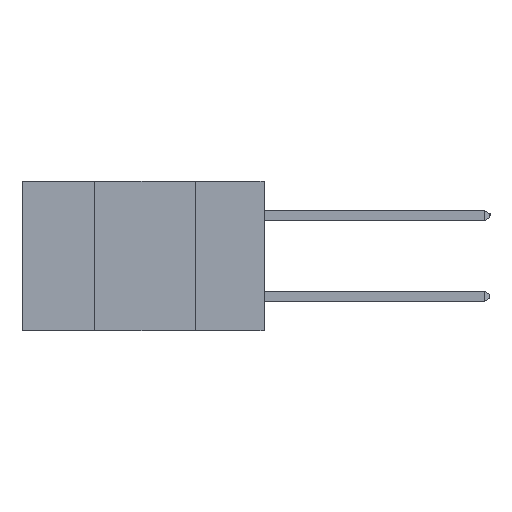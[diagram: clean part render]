
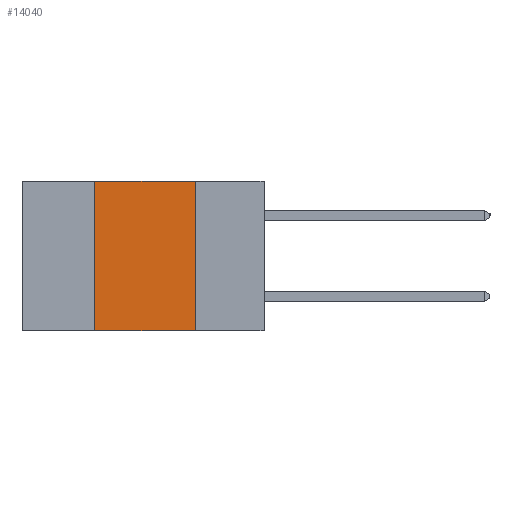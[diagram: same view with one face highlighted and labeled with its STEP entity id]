
A CAD part, left-side view. The second image highlights one B-rep face of the part: STEP entity #14040.
In plain terms, the highlighted planar face has unit normal (-1, 0, 0).
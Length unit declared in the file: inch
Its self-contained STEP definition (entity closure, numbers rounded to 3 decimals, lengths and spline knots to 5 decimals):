
#866 = CARTESIAN_POINT ( 'NONE',  ( 0., 0.42, -0.37 ) ) ;
#1048 = EDGE_CURVE ( 'NONE', #9509, #6802, #15534, .T. ) ;
#1483 = VECTOR ( 'NONE', #7568, 39.37008 ) ;
#1627 = VECTOR ( 'NONE', #2870, 39.37008 ) ;
#2399 = CARTESIAN_POINT ( 'NONE',  ( 0., 0.17, -0.37 ) ) ;
#2870 = DIRECTION ( 'NONE',  ( 0., -1., 0. ) ) ;
#4388 = LINE ( 'NONE', #16514, #1627 ) ;
#5729 = DIRECTION ( 'NONE',  ( 1., 0., 0. ) ) ;
#5776 = ORIENTED_EDGE ( 'NONE', *, *, #1048, .T. ) ;
#6173 = CARTESIAN_POINT ( 'NONE',  ( 0., 0.42, -0.37 ) ) ;
#6802 = VERTEX_POINT ( 'NONE', #14391 ) ;
#7568 = DIRECTION ( 'NONE',  ( 0., 0., 1. ) ) ;
#7712 = EDGE_CURVE ( 'NONE', #13057, #6802, #9766, .T. ) ;
#9509 = VERTEX_POINT ( 'NONE', #866 ) ;
#9568 = DIRECTION ( 'NONE',  ( 0., -1., 0. ) ) ;
#9766 = LINE ( 'NONE', #2399, #12853 ) ;
#10015 = VERTEX_POINT ( 'NONE', #11701 ) ;
#10495 = CARTESIAN_POINT ( 'NONE',  ( 0., 0.6, 0. ) ) ;
#11234 = AXIS2_PLACEMENT_3D ( 'NONE', #10495, #5729, #16549 ) ;
#11701 = CARTESIAN_POINT ( 'NONE',  ( 0., 0.42, 0. ) ) ;
#12274 = EDGE_CURVE ( 'NONE', #9509, #10015, #15019, .T. ) ;
#12753 = CARTESIAN_POINT ( 'NONE',  ( 0., 0.17, 0. ) ) ;
#12853 = VECTOR ( 'NONE', #17327, 39.37008 ) ;
#13057 = VERTEX_POINT ( 'NONE', #12753 ) ;
#13480 = FACE_OUTER_BOUND ( 'NONE', #18347, .T. ) ;
#13817 = ORIENTED_EDGE ( 'NONE', *, *, #17904, .F. ) ;
#13951 = CARTESIAN_POINT ( 'NONE',  ( 0., 0.6, -0.37 ) ) ;
#14040 = ADVANCED_FACE ( 'NONE', ( #13480 ), #19333, .F. ) ;
#14295 = ORIENTED_EDGE ( 'NONE', *, *, #12274, .F. ) ;
#14391 = CARTESIAN_POINT ( 'NONE',  ( 0., 0.17, -0.37 ) ) ;
#15019 = LINE ( 'NONE', #6173, #1483 ) ;
#15534 = LINE ( 'NONE', #13951, #18435 ) ;
#16514 = CARTESIAN_POINT ( 'NONE',  ( 0., 0.6, 0. ) ) ;
#16549 = DIRECTION ( 'NONE',  ( 0., 0., -1. ) ) ;
#17327 = DIRECTION ( 'NONE',  ( 0., 0., -1. ) ) ;
#17904 = EDGE_CURVE ( 'NONE', #10015, #13057, #4388, .T. ) ;
#18347 = EDGE_LOOP ( 'NONE', ( #18645, #13817, #14295, #5776 ) ) ;
#18435 = VECTOR ( 'NONE', #9568, 39.37008 ) ;
#18645 = ORIENTED_EDGE ( 'NONE', *, *, #7712, .F. ) ;
#19333 = PLANE ( 'NONE',  #11234 ) ;
